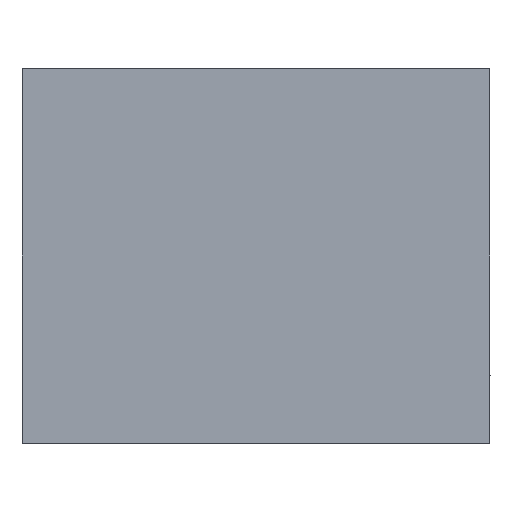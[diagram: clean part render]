
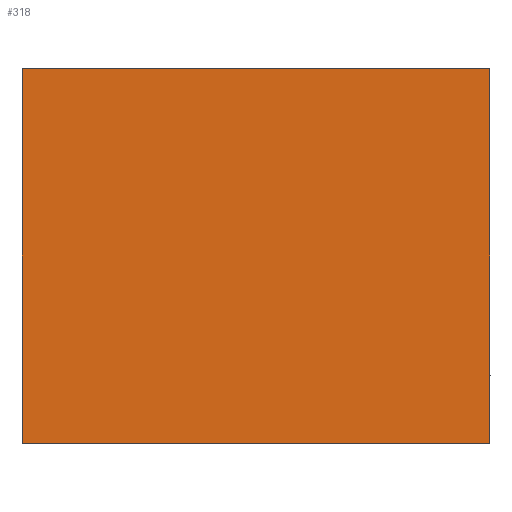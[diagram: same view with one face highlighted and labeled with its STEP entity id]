
A CAD part, left-side view. The second image highlights one B-rep face of the part: STEP entity #318.
In plain terms, the highlighted planar face has unit normal (-1, 0, 0).
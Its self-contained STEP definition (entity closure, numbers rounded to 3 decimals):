
#51=FACE_OUTER_BOUND('',#73,.T.);
#73=EDGE_LOOP('',(#288,#289,#290,#291));
#100=LINE('',#520,#132);
#101=LINE('',#523,#133);
#103=LINE('',#527,#135);
#105=LINE('',#530,#137);
#132=VECTOR('',#431,10.);
#133=VECTOR('',#434,10.);
#135=VECTOR('',#438,10.);
#137=VECTOR('',#442,10.);
#162=VERTEX_POINT('',#516);
#163=VERTEX_POINT('',#518);
#164=VERTEX_POINT('',#522);
#165=VERTEX_POINT('',#526);
#202=EDGE_CURVE('',#162,#163,#100,.T.);
#203=EDGE_CURVE('',#163,#164,#101,.T.);
#205=EDGE_CURVE('',#164,#165,#103,.T.);
#207=EDGE_CURVE('',#165,#162,#105,.T.);
#288=ORIENTED_EDGE('',*,*,#207,.T.);
#289=ORIENTED_EDGE('',*,*,#202,.T.);
#290=ORIENTED_EDGE('',*,*,#203,.T.);
#291=ORIENTED_EDGE('',*,*,#205,.T.);
#302=PLANE('',#358);
#318=ADVANCED_FACE('',(#51),#302,.F.);
#358=AXIS2_PLACEMENT_3D('',#531,#443,#444);
#431=DIRECTION('',(0.,1.,0.));
#434=DIRECTION('',(0.,0.,-1.));
#438=DIRECTION('',(0.,-1.,0.));
#442=DIRECTION('',(0.,0.,1.));
#443=DIRECTION('center_axis',(1.,0.,0.));
#444=DIRECTION('ref_axis',(0.,0.,-1.));
#516=CARTESIAN_POINT('',(-36.,-5.003,8.));
#518=CARTESIAN_POINT('',(-36.,4.997,8.));
#520=CARTESIAN_POINT('',(-36.,-0.321,8.));
#522=CARTESIAN_POINT('',(-36.,4.997,0.));
#523=CARTESIAN_POINT('',(-36.,4.997,4.));
#526=CARTESIAN_POINT('',(-36.,-5.003,0.));
#527=CARTESIAN_POINT('',(-36.,-0.321,0.));
#530=CARTESIAN_POINT('',(-36.,-5.003,4.));
#531=CARTESIAN_POINT('Origin',(-36.,-0.003,4.));
